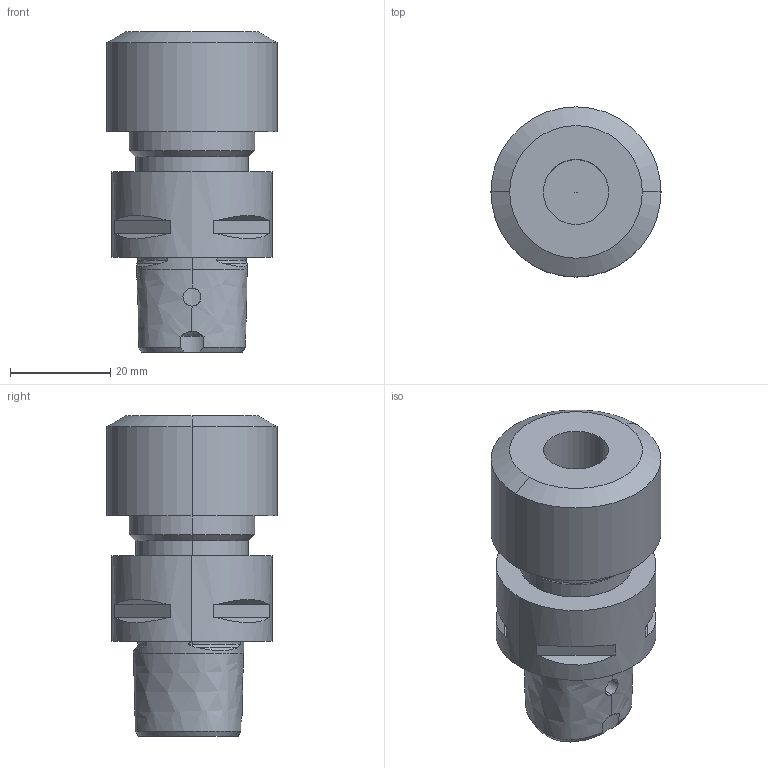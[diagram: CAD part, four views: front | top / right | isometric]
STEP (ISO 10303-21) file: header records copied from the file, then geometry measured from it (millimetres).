
FILE_DESCRIPTION (( 'STEP AP203' ), '1' );
FILE_NAME ('140.122.20.045.STEP', '2020-05-12T03:10:52', ( '' ), ( '' ), 'SwSTEP 2.0', 'SolidWorks 2017', '' );
FILE_SCHEMA (( 'CONFIG_CONTROL_DESIGN' ));
Length unit declared in the file: millimetre
Products named in the file (1): 140.122.20.045
Bounding box: 34 x 34 x 64 mm (x, y, z)
Volume: 33002 mm3; surface area: 10777.1 mm2
Topology: 1 solids, 1 shells, 88 faces, 204 edges, 125 vertices
Faces by surface type: plane 30, cylinder 21, cone 18, torus 13, bspline 6
Entity records: 4643 total; most frequent: CARTESIAN_POINT 2631, ORIENTED_EDGE 404, DIRECTION 402, EDGE_CURVE 202, AXIS2_PLACEMENT_3D 172, VERTEX_POINT 125, EDGE_LOOP 99, CIRCLE 89
